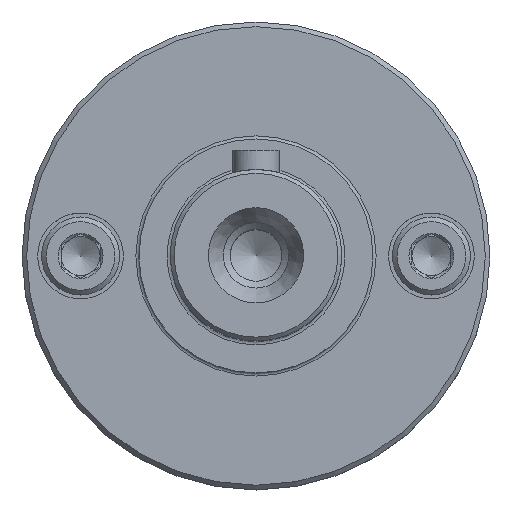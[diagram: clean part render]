
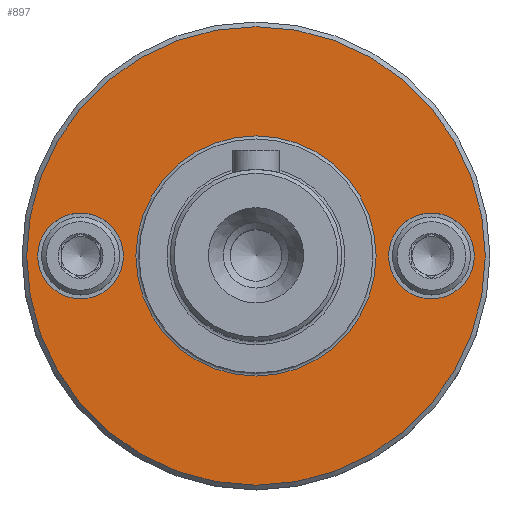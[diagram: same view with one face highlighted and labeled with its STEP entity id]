
A CAD part, top view. The second image highlights one B-rep face of the part: STEP entity #897.
In plain terms, the highlighted planar face has unit normal (0, 0, 1).
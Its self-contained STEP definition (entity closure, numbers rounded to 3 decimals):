
#185=ORIENTED_EDGE('',*,*,#384,.F.);
#186=ORIENTED_EDGE('',*,*,#385,.F.);
#187=ORIENTED_EDGE('',*,*,#386,.F.);
#188=ORIENTED_EDGE('',*,*,#383,.T.);
#383=EDGE_CURVE('',#487,#487,#564,.T.);
#384=EDGE_CURVE('',#488,#488,#565,.T.);
#385=EDGE_CURVE('',#489,#489,#566,.F.);
#386=EDGE_CURVE('',#490,#490,#567,.F.);
#487=VERTEX_POINT('',#1503);
#488=VERTEX_POINT('',#1506);
#489=VERTEX_POINT('',#1508);
#490=VERTEX_POINT('',#1510);
#564=CIRCLE('',#1019,15.4);
#565=CIRCLE('',#1021,29.4);
#566=CIRCLE('',#1022,5.5);
#567=CIRCLE('',#1023,5.5);
#637=EDGE_LOOP('',(#185));
#638=EDGE_LOOP('',(#186));
#639=EDGE_LOOP('',(#187));
#640=EDGE_LOOP('',(#188));
#757=FACE_BOUND('',#637,.T.);
#758=FACE_BOUND('',#638,.T.);
#759=FACE_BOUND('',#639,.T.);
#760=FACE_BOUND('',#640,.T.);
#861=PLANE('',#1020);
#897=ADVANCED_FACE('',(#757,#758,#759,#760),#861,.F.);
#1019=AXIS2_PLACEMENT_3D('',#1502,#1183,#1184);
#1020=AXIS2_PLACEMENT_3D('',#1504,#1185,#1186);
#1021=AXIS2_PLACEMENT_3D('',#1505,#1187,#1188);
#1022=AXIS2_PLACEMENT_3D('',#1507,#1189,#1190);
#1023=AXIS2_PLACEMENT_3D('',#1509,#1191,#1192);
#1183=DIRECTION('',(0.,0.,-1.));
#1184=DIRECTION('',(0.,1.,0.));
#1185=DIRECTION('',(0.,0.,-1.));
#1186=DIRECTION('',(0.,1.,0.));
#1187=DIRECTION('',(0.,0.,-1.));
#1188=DIRECTION('',(0.,1.,0.));
#1189=DIRECTION('',(0.,0.,-1.));
#1190=DIRECTION('',(0.,1.,0.));
#1191=DIRECTION('',(0.,0.,-1.));
#1192=DIRECTION('',(0.,1.,0.));
#1502=CARTESIAN_POINT('',(0.,0.,12.1));
#1503=CARTESIAN_POINT('',(0.,15.4,12.1));
#1504=CARTESIAN_POINT('',(0.,15.4,12.1));
#1505=CARTESIAN_POINT('',(0.,0.,12.1));
#1506=CARTESIAN_POINT('',(0.,29.4,12.1));
#1507=CARTESIAN_POINT('',(22.5,0.,12.1));
#1508=CARTESIAN_POINT('',(22.5,5.5,12.1));
#1509=CARTESIAN_POINT('',(-22.5,0.,12.1));
#1510=CARTESIAN_POINT('',(-22.5,5.5,12.1));
